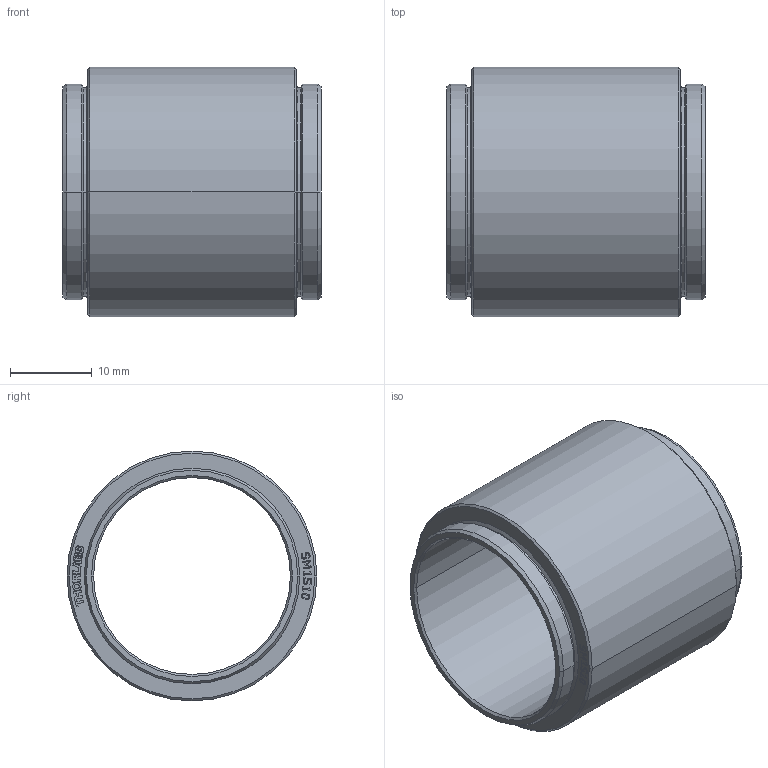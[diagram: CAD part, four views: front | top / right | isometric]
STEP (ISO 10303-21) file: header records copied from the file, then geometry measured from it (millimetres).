
FILE_DESCRIPTION (( 'STEP AP214' ), '1' );
FILE_NAME ('21444-E0W.STEP', '2015-12-23T13:21:52', ( '' ), ( '' ), 'SwSTEP 2.0', 'SolidWorks 2014', '' );
FILE_SCHEMA (( 'AUTOMOTIVE_DESIGN' ));
Length unit declared in the file: inch
Products named in the file (1): 21444-E0W
Bounding box: 31.5 x 30.48 x 30.48 mm (x, y, z)
Volume: 7527.3 mm3; surface area: 5880.9 mm2
Topology: 1 solids, 1 shells, 287 faces, 759 edges, 498 vertices
Faces by surface type: bspline 159, plane 96, cone 20, cylinder 12
Entity records: 15942 total; most frequent: CARTESIAN_POINT 6124, ORIENTED_EDGE 1518, EDGE_CURVE 759, DIRECTION 739, VERTEX_POINT 498, LINE 401, VECTOR 401, B_SPLINE_CURVE_WITH_KNOTS 318
